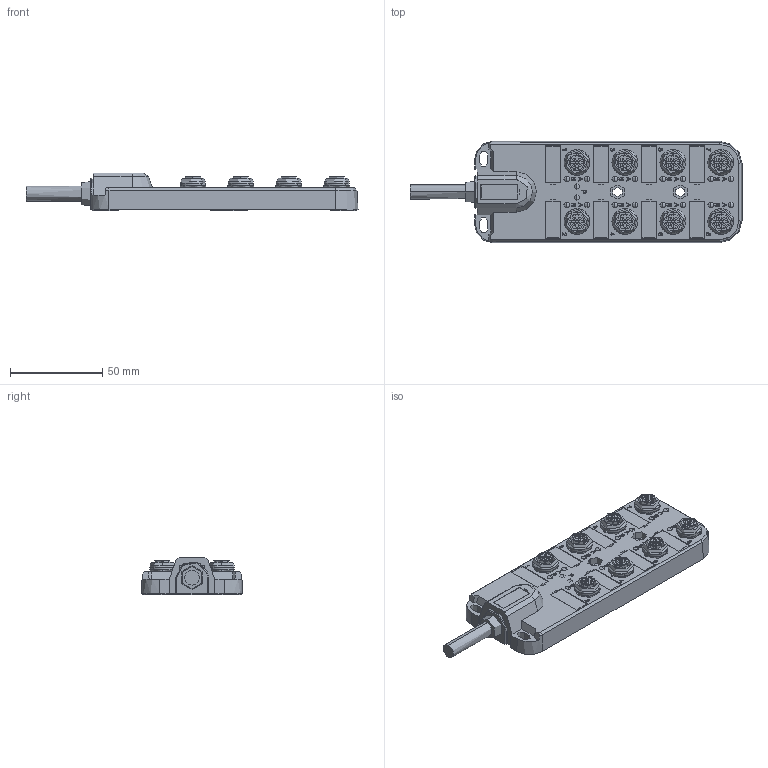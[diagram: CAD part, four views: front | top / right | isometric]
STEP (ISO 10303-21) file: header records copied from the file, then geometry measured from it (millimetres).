
FILE_DESCRIPTION((''),'2;1');
FILE_NAME('ELCO_ESP8-12-2X-X','2024-11-06T16:18:55',('elco'),(''),'CREO PARAMETRIC BY PTC INC, 2022424','CREO PARAMETRIC BY PTC INC, 2022424','');
FILE_SCHEMA(('CONFIG_CONTROL_DESIGN'));
Products named in the file (1): ELCO_ESP8-12-2X-X
Bounding box: 180 x 55 x 20.5 mm (x, y, z)
Volume: 7548.2 mm3
Topology: 29 solids, 56 shells, 5007 faces, 13573 edges, 8775 vertices
Faces by surface type: plane 4283, cylinder 493, cone 95, torus 60, sphere 36, extrusion 23, bspline 17
Entity records: 156603 total; most frequent: CARTESIAN_POINT 29273, ORIENTED_EDGE 26930, DIRECTION 24809, EDGE_CURVE 13569, VECTOR 11813, LINE 11790, VERTEX_POINT 9343, AXIS2_PLACEMENT_3D 6498
